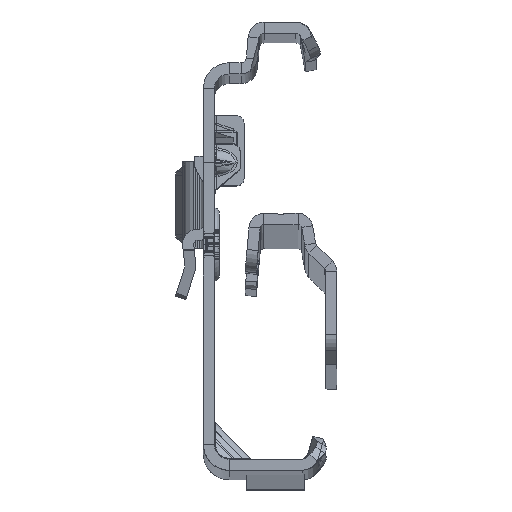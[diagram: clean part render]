
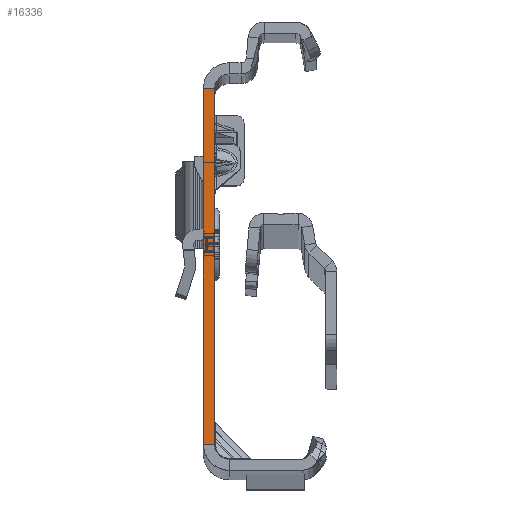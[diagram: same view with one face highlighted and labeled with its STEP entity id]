
A CAD part, top view. The second image highlights one B-rep face of the part: STEP entity #16336.
In plain terms, the highlighted planar face has unit normal (0, 0, 1).
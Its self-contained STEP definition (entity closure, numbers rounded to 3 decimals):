
#52 = EDGE_CURVE ( 'NONE', #21033, #37212, #50591, .T. ) ;
#2213 = LINE ( 'NONE', #40471, #40574 ) ;
#3657 = DIRECTION ( 'NONE',  ( 0., -1., 0. ) ) ;
#6171 = CARTESIAN_POINT ( 'NONE',  ( -1.5, -25.865, 0. ) ) ;
#7764 = CARTESIAN_POINT ( 'NONE',  ( -1.5, 22.135, 0. ) ) ;
#8931 = DIRECTION ( 'NONE',  ( 0., 0., 1. ) ) ;
#9506 = AXIS2_PLACEMENT_3D ( 'NONE', #47237, #8931, #35179 ) ;
#10416 = CARTESIAN_POINT ( 'NONE',  ( -1.5, -27.865, 0. ) ) ;
#11960 = DIRECTION ( 'NONE',  ( 0., -1., 0. ) ) ;
#12118 = VECTOR ( 'NONE', #33123, 1000. ) ;
#16082 = LINE ( 'NONE', #33184, #43146 ) ;
#16336 = ADVANCED_FACE ( 'NONE', ( #33528 ), #46398, .T. ) ;
#21033 = VERTEX_POINT ( 'NONE', #7764 ) ;
#29270 = EDGE_LOOP ( 'NONE', ( #32687, #31135, #54863, #42140 ) ) ;
#31135 = ORIENTED_EDGE ( 'NONE', *, *, #31339, .T. ) ;
#31339 = EDGE_CURVE ( 'NONE', #46431, #21033, #31480, .T. ) ;
#31480 = LINE ( 'NONE', #37034, #12118 ) ;
#31517 = CARTESIAN_POINT ( 'NONE',  ( 0., 22.135, 0. ) ) ;
#32687 = ORIENTED_EDGE ( 'NONE', *, *, #42859, .F. ) ;
#33123 = DIRECTION ( 'NONE',  ( -1., 0., 0. ) ) ;
#33184 = CARTESIAN_POINT ( 'NONE',  ( 0., -27.865, 0. ) ) ;
#33377 = CARTESIAN_POINT ( 'NONE',  ( 0., -25.865, 0. ) ) ;
#33528 = FACE_OUTER_BOUND ( 'NONE', #29270, .T. ) ;
#34060 = VECTOR ( 'NONE', #3657, 1000. ) ;
#35179 = DIRECTION ( 'NONE',  ( 1., 0., 0. ) ) ;
#37034 = CARTESIAN_POINT ( 'NONE',  ( 0., 22.135, 0. ) ) ;
#37212 = VERTEX_POINT ( 'NONE', #6171 ) ;
#40471 = CARTESIAN_POINT ( 'NONE',  ( 0., -25.865, 0. ) ) ;
#40574 = VECTOR ( 'NONE', #41801, 1000. ) ;
#41801 = DIRECTION ( 'NONE',  ( -1., 0., 0. ) ) ;
#42140 = ORIENTED_EDGE ( 'NONE', *, *, #49263, .F. ) ;
#42859 = EDGE_CURVE ( 'NONE', #46431, #48668, #16082, .T. ) ;
#43146 = VECTOR ( 'NONE', #11960, 1000. ) ;
#46398 = PLANE ( 'NONE',  #9506 ) ;
#46431 = VERTEX_POINT ( 'NONE', #31517 ) ;
#47237 = CARTESIAN_POINT ( 'NONE',  ( -1.5, -27.865, 0. ) ) ;
#48668 = VERTEX_POINT ( 'NONE', #33377 ) ;
#49263 = EDGE_CURVE ( 'NONE', #48668, #37212, #2213, .T. ) ;
#50591 = LINE ( 'NONE', #10416, #34060 ) ;
#54863 = ORIENTED_EDGE ( 'NONE', *, *, #52, .T. ) ;
